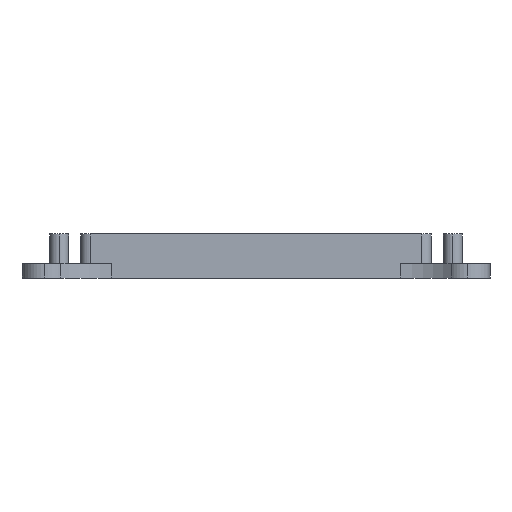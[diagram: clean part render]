
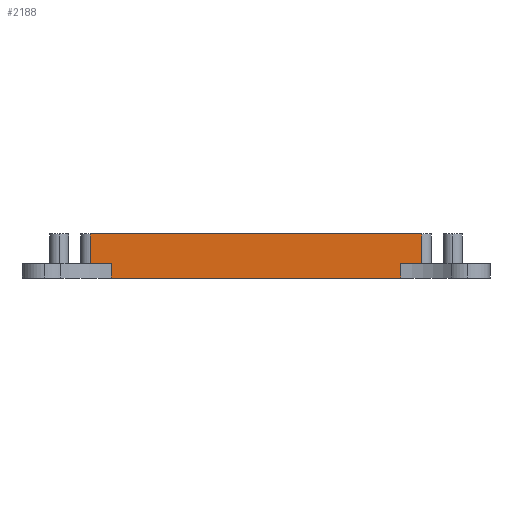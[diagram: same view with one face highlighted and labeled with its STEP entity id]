
A CAD part, left-side view. The second image highlights one B-rep face of the part: STEP entity #2188.
In plain terms, the highlighted planar face has unit normal (-1, 0, 0).
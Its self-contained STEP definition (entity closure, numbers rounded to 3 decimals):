
#1817=CARTESIAN_POINT('',(-105.013,-30.169,-12.8));
#1818=VERTEX_POINT('',#1817);
#1826=CARTESIAN_POINT('',(-105.013,30.169,-12.8));
#1827=VERTEX_POINT('',#1826);
#1828=CARTESIAN_POINT('',(-105.013,-30.169,-12.8));
#1829=DIRECTION('',(0.,1.,0.));
#1830=VECTOR('',#1829,60.339);
#1831=LINE('',#1828,#1830);
#1832=EDGE_CURVE('',#1818,#1827,#1831,.T.);
#2126=CARTESIAN_POINT('',(-105.013,0.,-12.8));
#2127=DIRECTION('',(1.,0.,0.));
#2128=DIRECTION('',(0.,0.,-1.));
#2129=AXIS2_PLACEMENT_3D('',#2126,#2127,#2128);
#2130=PLANE('',#2129);
#2131=CARTESIAN_POINT('',(-105.013,-34.6,-3.6));
#2132=VERTEX_POINT('',#2131);
#2133=CARTESIAN_POINT('',(-105.013,34.6,-3.6));
#2134=VERTEX_POINT('',#2133);
#2135=CARTESIAN_POINT('',(-105.013,-34.6,-3.6));
#2136=DIRECTION('',(0.,1.,0.));
#2137=VECTOR('',#2136,69.2);
#2138=LINE('',#2135,#2137);
#2139=EDGE_CURVE('',#2132,#2134,#2138,.T.);
#2140=ORIENTED_EDGE('',*,*,#2139,.T.);
#2141=CARTESIAN_POINT('',(-105.013,34.6,-9.8));
#2142=VERTEX_POINT('',#2141);
#2143=CARTESIAN_POINT('',(-105.013,34.6,-3.6));
#2144=DIRECTION('',(0.,0.,-1.));
#2145=VECTOR('',#2144,6.2);
#2146=LINE('',#2143,#2145);
#2147=EDGE_CURVE('',#2134,#2142,#2146,.T.);
#2148=ORIENTED_EDGE('',*,*,#2147,.T.);
#2149=CARTESIAN_POINT('',(-105.013,30.169,-9.8));
#2150=VERTEX_POINT('',#2149);
#2151=CARTESIAN_POINT('',(-105.013,30.169,-9.8));
#2152=DIRECTION('',(0.,1.,0.));
#2153=VECTOR('',#2152,4.431);
#2154=LINE('',#2151,#2153);
#2155=EDGE_CURVE('',#2150,#2142,#2154,.T.);
#2156=ORIENTED_EDGE('',*,*,#2155,.F.);
#2157=CARTESIAN_POINT('',(-105.013,30.169,-9.8));
#2158=DIRECTION('',(0.,0.,-1.));
#2159=VECTOR('',#2158,3.);
#2160=LINE('',#2157,#2159);
#2161=EDGE_CURVE('',#2150,#1827,#2160,.T.);
#2162=ORIENTED_EDGE('',*,*,#2161,.T.);
#2163=ORIENTED_EDGE('',*,*,#1832,.F.);
#2164=CARTESIAN_POINT('',(-105.013,-30.169,-9.8));
#2165=VERTEX_POINT('',#2164);
#2166=CARTESIAN_POINT('',(-105.013,-30.169,-12.8));
#2167=DIRECTION('',(-0.,-0.,1.));
#2168=VECTOR('',#2167,3.);
#2169=LINE('',#2166,#2168);
#2170=EDGE_CURVE('',#1818,#2165,#2169,.T.);
#2171=ORIENTED_EDGE('',*,*,#2170,.T.);
#2172=CARTESIAN_POINT('',(-105.013,-34.6,-9.8));
#2173=VERTEX_POINT('',#2172);
#2174=CARTESIAN_POINT('',(-105.013,-34.6,-9.8));
#2175=DIRECTION('',(0.,1.,0.));
#2176=VECTOR('',#2175,4.431);
#2177=LINE('',#2174,#2176);
#2178=EDGE_CURVE('',#2173,#2165,#2177,.T.);
#2179=ORIENTED_EDGE('',*,*,#2178,.F.);
#2180=CARTESIAN_POINT('',(-105.013,-34.6,-9.8));
#2181=DIRECTION('',(-0.,-0.,1.));
#2182=VECTOR('',#2181,6.2);
#2183=LINE('',#2180,#2182);
#2184=EDGE_CURVE('',#2173,#2132,#2183,.T.);
#2185=ORIENTED_EDGE('',*,*,#2184,.T.);
#2186=EDGE_LOOP('',(#2140,#2148,#2156,#2162,#2163,#2171,#2179,#2185));
#2187=FACE_BOUND('',#2186,.T.);
#2188=ADVANCED_FACE('',(#2187),#2130,.F.);
